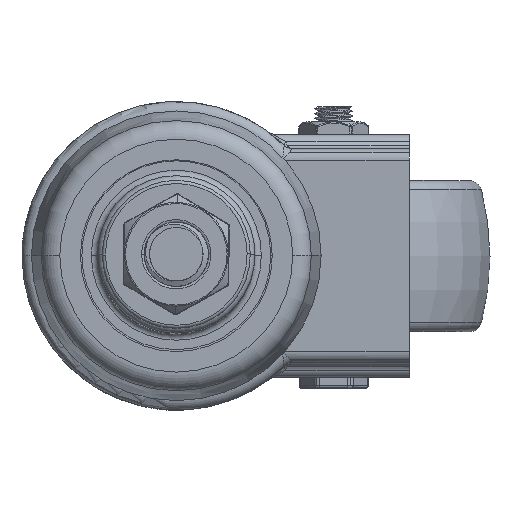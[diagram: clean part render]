
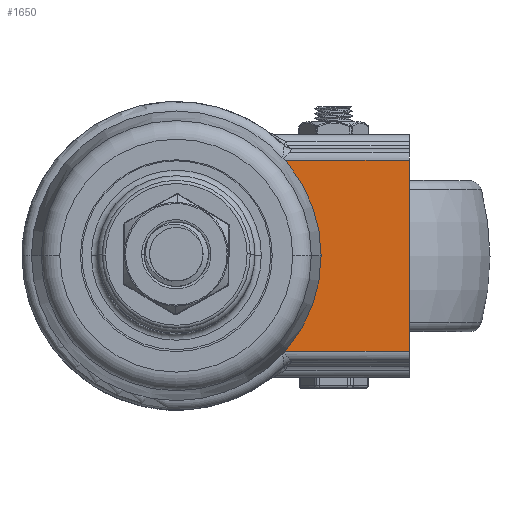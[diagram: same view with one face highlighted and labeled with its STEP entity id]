
A CAD part, top view. The second image highlights one B-rep face of the part: STEP entity #1650.
In plain terms, the highlighted planar face has unit normal (0, 0, 1).
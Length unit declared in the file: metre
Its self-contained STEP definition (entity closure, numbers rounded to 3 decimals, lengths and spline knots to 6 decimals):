
#1650=ADVANCED_FACE('',(#2500,#2501),#2502,.T.);
#2500=FACE_OUTER_BOUND('',#4379,.T.);
#2501=FACE_BOUND('',#4380,.T.);
#2502=PLANE('',#4381);
#4379=EDGE_LOOP('',(#42874,#42875,#42876,#42877,#42878));
#4380=EDGE_LOOP('',(#42879,#42880,#42881));
#4381=AXIS2_PLACEMENT_3D('',#42882,#42883,#42884);
#42874=ORIENTED_EDGE('',*,*,#47178,.F.);
#42875=ORIENTED_EDGE('',*,*,#47393,.F.);
#42876=ORIENTED_EDGE('',*,*,#47418,.F.);
#42877=ORIENTED_EDGE('',*,*,#47181,.T.);
#42878=ORIENTED_EDGE('',*,*,#47419,.T.);
#42879=ORIENTED_EDGE('',*,*,#47420,.F.);
#42880=ORIENTED_EDGE('',*,*,#47235,.F.);
#42881=ORIENTED_EDGE('',*,*,#47227,.F.);
#42882=CARTESIAN_POINT('',(0.026437,0.00001,-0.013122));
#42883=DIRECTION('',(0.,0.0,1.0));
#42884=DIRECTION('',(-1.0,0.0,0.));
#47178=EDGE_CURVE('',#48766,#48768,#48769,.T.);
#47181=EDGE_CURVE('',#48774,#48771,#48775,.T.);
#47227=EDGE_CURVE('',#48862,#48864,#48865,.T.);
#47235=EDGE_CURVE('',#48864,#48871,#48877,.T.);
#47393=EDGE_CURVE('',#49137,#48766,#49139,.T.);
#47418=EDGE_CURVE('',#48774,#49137,#49171,.T.);
#47419=EDGE_CURVE('',#48771,#48768,#49172,.T.);
#47420=EDGE_CURVE('',#48871,#48862,#49173,.T.);
#48766=VERTEX_POINT('',#51351);
#48768=VERTEX_POINT('',#51353);
#48769=LINE('',#51354,#51355);
#48771=VERTEX_POINT('',#51378);
#48774=VERTEX_POINT('',#51381);
#48775=CIRCLE('',#51382,0.0227);
#48862=VERTEX_POINT('',#51690);
#48864=VERTEX_POINT('',#51693);
#48865=CIRCLE('',#51694,0.019);
#48871=VERTEX_POINT('',#51752);
#48877=CIRCLE('',#51871,0.019);
#49137=VERTEX_POINT('',#52493);
#49139=LINE('',#52495,#52496);
#49171=LINE('',#52574,#52575);
#49172=CIRCLE('',#52576,0.0227);
#49173=CIRCLE('',#52577,0.019);
#51351=CARTESIAN_POINT('',(0.037,-0.01519,-0.013122));
#51353=CARTESIAN_POINT('',(0.01686,-0.01519,-0.013122));
#51354=CARTESIAN_POINT('',(0.026879,-0.01519,-0.013122));
#51355=VECTOR('',#80159,1.0);
#51378=CARTESIAN_POINT('',(-0.0227,0.00001,-0.013122));
#51381=CARTESIAN_POINT('',(0.01686,0.01521,-0.013122));
#51382=AXIS2_PLACEMENT_3D('',#80163,#80164,#80165);
#51690=CARTESIAN_POINT('',(0.019,0.000005,-0.013122));
#51693=CARTESIAN_POINT('',(0.0,0.01901,-0.013122));
#51694=AXIS2_PLACEMENT_3D('',#80227,#80228,#80229);
#51752=CARTESIAN_POINT('',(-0.019,0.000005,-0.013122));
#51871=AXIS2_PLACEMENT_3D('',#80236,#80237,#80238);
#52493=CARTESIAN_POINT('',(0.037,0.01521,-0.013122));
#52495=CARTESIAN_POINT('',(0.037,0.01701,-0.013122));
#52496=VECTOR('',#80554,1.0);
#52574=CARTESIAN_POINT('',(0.026879,0.01521,-0.013122));
#52575=VECTOR('',#80607,1.0);
#52576=AXIS2_PLACEMENT_3D('',#80608,#80609,#80610);
#52577=AXIS2_PLACEMENT_3D('',#80611,#80612,#80613);
#80159=DIRECTION('',(-1.0,0.,0.));
#80163=CARTESIAN_POINT('',(0.,0.00001,-0.013122));
#80164=DIRECTION('',(0.,0.0,1.0));
#80165=DIRECTION('',(1.0,0.0,0.));
#80227=CARTESIAN_POINT('',(0.,0.00001,-0.013122));
#80228=DIRECTION('',(0.,0.0,1.0));
#80229=DIRECTION('',(1.0,0.0,0.));
#80236=CARTESIAN_POINT('',(0.,0.00001,-0.013122));
#80237=DIRECTION('',(0.,0.0,1.0));
#80238=DIRECTION('',(1.0,0.0,0.));
#80554=DIRECTION('',(0.0,-1.0,0.0));
#80607=DIRECTION('',(1.0,-0.0,0.));
#80608=CARTESIAN_POINT('',(0.,0.00001,-0.013122));
#80609=DIRECTION('',(0.,0.0,1.0));
#80610=DIRECTION('',(1.0,0.0,0.));
#80611=CARTESIAN_POINT('',(0.,0.00001,-0.013122));
#80612=DIRECTION('',(0.,0.0,1.0));
#80613=DIRECTION('',(1.0,0.0,0.));
